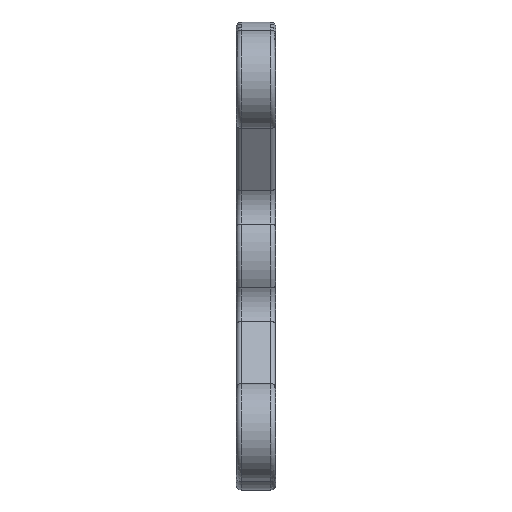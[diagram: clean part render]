
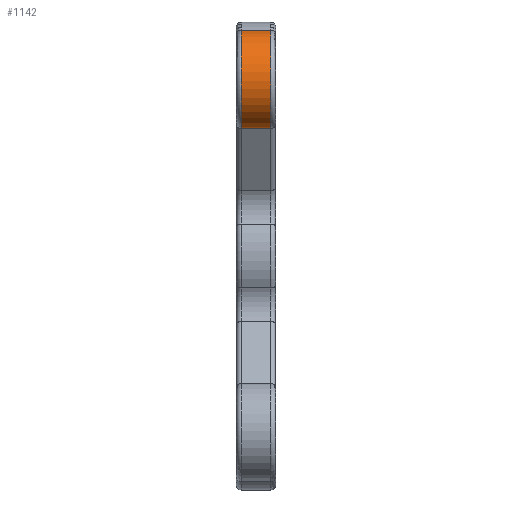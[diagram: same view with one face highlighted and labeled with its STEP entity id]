
A CAD part, left-side view. The second image highlights one B-rep face of the part: STEP entity #1142.
In plain terms, the highlighted cylindrical face has radius 4 mm (diameter 8 mm), a partial arc.
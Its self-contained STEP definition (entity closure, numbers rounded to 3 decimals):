
#183 = AXIS2_PLACEMENT_3D ( 'NONE', #1590, #642, #947 ) ;
#289 = CARTESIAN_POINT ( 'NONE',  ( -20.69, 2.794, 18.287 ) ) ;
#402 = CARTESIAN_POINT ( 'NONE',  ( -21.226, 2.794, 10.333 ) ) ;
#583 = CIRCLE ( 'NONE', #183, 4. ) ;
#592 = VECTOR ( 'NONE', #1220, 1000. ) ;
#642 = DIRECTION ( 'NONE',  ( 0., 1., 0. ) ) ;
#794 = CARTESIAN_POINT ( 'NONE',  ( -21.226, -12.477, 10.333 ) ) ;
#797 = VERTEX_POINT ( 'NONE', #3165 ) ;
#855 = ORIENTED_EDGE ( 'NONE', *, *, #1138, .T. ) ;
#908 = LINE ( 'NONE', #3717, #592 ) ;
#947 = DIRECTION ( 'NONE',  ( 0., 0., 1. ) ) ;
#1093 = CIRCLE ( 'NONE', #2146, 4. ) ;
#1124 = DIRECTION ( 'NONE',  ( 0., -1., 0. ) ) ;
#1125 = VECTOR ( 'NONE', #1804, 1000. ) ;
#1138 = EDGE_CURVE ( 'NONE', #2666, #3751, #1093, .T. ) ;
#1142 = ADVANCED_FACE ( 'NONE', ( #3975 ), #1832, .T. ) ;
#1220 = DIRECTION ( 'NONE',  ( 0., -1., 0. ) ) ;
#1590 = CARTESIAN_POINT ( 'NONE',  ( -20.625, 0.381, 14.288 ) ) ;
#1676 = EDGE_CURVE ( 'NONE', #2666, #797, #908, .T. ) ;
#1804 = DIRECTION ( 'NONE',  ( 0., 1., 0. ) ) ;
#1832 = CYLINDRICAL_SURFACE ( 'NONE', #2019, 4. ) ;
#1891 = DIRECTION ( 'NONE',  ( 0., 0., 1. ) ) ;
#2019 = AXIS2_PLACEMENT_3D ( 'NONE', #3408, #3741, #1891 ) ;
#2146 = AXIS2_PLACEMENT_3D ( 'NONE', #2687, #1124, #3328 ) ;
#2334 = ORIENTED_EDGE ( 'NONE', *, *, #2948, .F. ) ;
#2666 = VERTEX_POINT ( 'NONE', #289 ) ;
#2687 = CARTESIAN_POINT ( 'NONE',  ( -20.625, 2.794, 14.288 ) ) ;
#2927 = VERTEX_POINT ( 'NONE', #3360 ) ;
#2948 = EDGE_CURVE ( 'NONE', #2927, #3751, #3967, .T. ) ;
#3081 = EDGE_CURVE ( 'NONE', #2927, #797, #583, .T. ) ;
#3165 = CARTESIAN_POINT ( 'NONE',  ( -20.69, 0.381, 18.287 ) ) ;
#3205 = EDGE_LOOP ( 'NONE', ( #2334, #3599, #3593, #855 ) ) ;
#3328 = DIRECTION ( 'NONE',  ( 0., 0., 1. ) ) ;
#3360 = CARTESIAN_POINT ( 'NONE',  ( -21.226, 0.381, 10.333 ) ) ;
#3408 = CARTESIAN_POINT ( 'NONE',  ( -20.625, -12.477, 14.288 ) ) ;
#3593 = ORIENTED_EDGE ( 'NONE', *, *, #1676, .F. ) ;
#3599 = ORIENTED_EDGE ( 'NONE', *, *, #3081, .T. ) ;
#3717 = CARTESIAN_POINT ( 'NONE',  ( -20.69, 1.588, 18.287 ) ) ;
#3741 = DIRECTION ( 'NONE',  ( 0., 1., 0. ) ) ;
#3751 = VERTEX_POINT ( 'NONE', #402 ) ;
#3967 = LINE ( 'NONE', #794, #1125 ) ;
#3975 = FACE_OUTER_BOUND ( 'NONE', #3205, .T. ) ;
